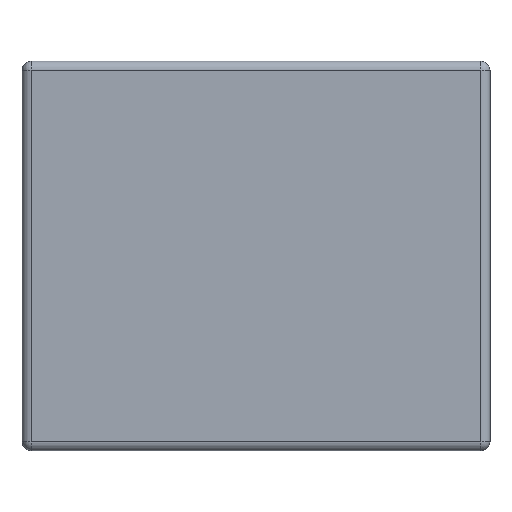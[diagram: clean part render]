
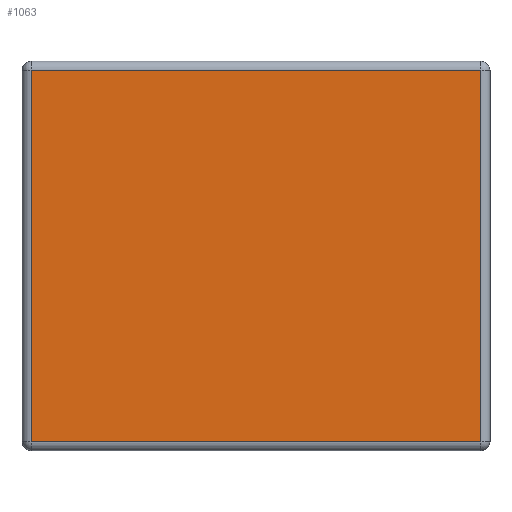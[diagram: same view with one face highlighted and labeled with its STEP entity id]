
A CAD part, left-side view. The second image highlights one B-rep face of the part: STEP entity #1063.
In plain terms, the highlighted planar face has unit normal (-1, 0, 0).
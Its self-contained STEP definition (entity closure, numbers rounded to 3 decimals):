
#1 = ORIENTED_EDGE ( 'NONE', *, *, #54, .T. ) ;
#54 = EDGE_CURVE ( 'NONE', #1076, #1023, #367, .T. ) ;
#364 = DIRECTION ( 'NONE',  ( 0., -1., 0. ) ) ;
#365 = VECTOR ( 'NONE', #364, 1000. ) ;
#366 = CARTESIAN_POINT ( 'NONE',  ( 0., 1.5, 0.03 ) ) ;
#367 = LINE ( 'NONE', #366, #365 ) ;
#705 = CARTESIAN_POINT ( 'NONE',  ( 0., 0.03, 0.03 ) ) ;
#792 = DIRECTION ( 'NONE',  ( 0., 0., 1. ) ) ;
#793 = VECTOR ( 'NONE', #792, 1000. ) ;
#794 = CARTESIAN_POINT ( 'NONE',  ( 0., 0.03, 0. ) ) ;
#795 = LINE ( 'NONE', #794, #793 ) ;
#803 = CARTESIAN_POINT ( 'NONE',  ( 0., 1.47, 1.22 ) ) ;
#804 = CARTESIAN_POINT ( 'NONE',  ( 0., 0.03, 1.22 ) ) ;
#813 = DIRECTION ( 'NONE',  ( 0., 0., -1. ) ) ;
#814 = DIRECTION ( 'NONE',  ( 1., 0., 0. ) ) ;
#815 = CARTESIAN_POINT ( 'NONE',  ( 0., 1.5, 0. ) ) ;
#816 = AXIS2_PLACEMENT_3D ( 'NONE', #815, #814, #813 ) ;
#817 = PLANE ( 'NONE',  #816 ) ;
#819 = FACE_OUTER_BOUND ( 'NONE', #1064, .T. ) ;
#840 = DIRECTION ( 'NONE',  ( 0., 1., 0. ) ) ;
#841 = VECTOR ( 'NONE', #840, 1000. ) ;
#842 = CARTESIAN_POINT ( 'NONE',  ( 0., 1.5, 1.22 ) ) ;
#843 = LINE ( 'NONE', #842, #841 ) ;
#855 = CARTESIAN_POINT ( 'NONE',  ( 0., 1.47, 0.03 ) ) ;
#856 = DIRECTION ( 'NONE',  ( 0., 0., -1. ) ) ;
#857 = VECTOR ( 'NONE', #856, 1000. ) ;
#858 = CARTESIAN_POINT ( 'NONE',  ( 0., 1.47, 0. ) ) ;
#859 = LINE ( 'NONE', #858, #857 ) ;
#1023 = VERTEX_POINT ( 'NONE', #705 ) ;
#1027 = ORIENTED_EDGE ( 'NONE', *, *, #1054, .T. ) ;
#1054 = EDGE_CURVE ( 'NONE', #1023, #1072, #795, .T. ) ;
#1063 = ADVANCED_FACE ( 'NONE', ( #819 ), #817, .F. ) ;
#1064 = EDGE_LOOP ( 'NONE', ( #1080, #1074, #1, #1027 ) ) ;
#1072 = VERTEX_POINT ( 'NONE', #804 ) ;
#1073 = VERTEX_POINT ( 'NONE', #803 ) ;
#1074 = ORIENTED_EDGE ( 'NONE', *, *, #1075, .T. ) ;
#1075 = EDGE_CURVE ( 'NONE', #1073, #1076, #859, .T. ) ;
#1076 = VERTEX_POINT ( 'NONE', #855 ) ;
#1080 = ORIENTED_EDGE ( 'NONE', *, *, #1081, .T. ) ;
#1081 = EDGE_CURVE ( 'NONE', #1072, #1073, #843, .T. ) ;
